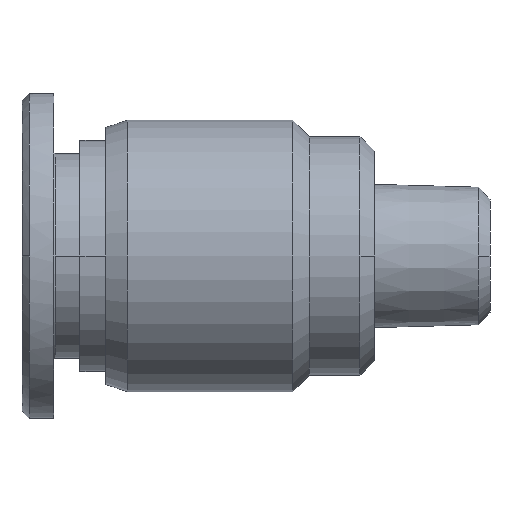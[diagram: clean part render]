
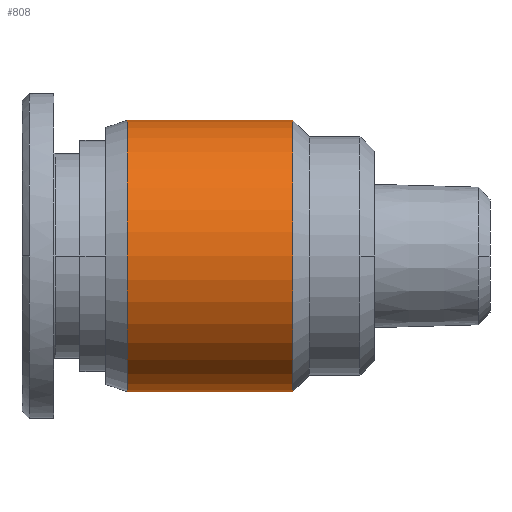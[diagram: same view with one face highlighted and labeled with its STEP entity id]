
A CAD part, front view. The second image highlights one B-rep face of the part: STEP entity #808.
In plain terms, the highlighted cylindrical face has radius 9.4 mm (diameter 18.8 mm), a partial arc.
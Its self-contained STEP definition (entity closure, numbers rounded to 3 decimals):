
#356 = LINE ( 'NONE', #9176, #1979 ) ;
#634 = DIRECTION ( 'NONE',  ( 1., 0., 0. ) ) ;
#804 = FACE_OUTER_BOUND ( 'NONE', #8053, .T. ) ;
#808 = ADVANCED_FACE ( 'NONE', ( #804 ), #6232, .T. ) ;
#932 = DIRECTION ( 'NONE',  ( 0., 0., 1. ) ) ;
#1216 = EDGE_CURVE ( 'NONE', #10649, #13147, #4742, .T. ) ;
#1979 = VECTOR ( 'NONE', #12265, 1000. ) ;
#2413 = CARTESIAN_POINT ( 'NONE',  ( -14.6, 0., -9.4 ) ) ;
#2500 = ORIENTED_EDGE ( 'NONE', *, *, #3468, .T. ) ;
#2837 = AXIS2_PLACEMENT_3D ( 'NONE', #6832, #4840, #4759 ) ;
#3468 = EDGE_CURVE ( 'NONE', #10649, #9936, #8940, .T. ) ;
#4742 = CIRCLE ( 'NONE', #2837, 9.4 ) ;
#4759 = DIRECTION ( 'NONE',  ( 0., 0., 1. ) ) ;
#4840 = DIRECTION ( 'NONE',  ( -1., 0., 0. ) ) ;
#5064 = CARTESIAN_POINT ( 'NONE',  ( -8.875, 0., -9.4 ) ) ;
#5797 = CARTESIAN_POINT ( 'NONE',  ( -8.875, 0., 0. ) ) ;
#5800 = CARTESIAN_POINT ( 'NONE',  ( -3.15, 0., 0. ) ) ;
#6037 = DIRECTION ( 'NONE',  ( 1., 0., 0. ) ) ;
#6232 = CYLINDRICAL_SURFACE ( 'NONE', #12731, 9.4 ) ;
#6654 = AXIS2_PLACEMENT_3D ( 'NONE', #5800, #10419, #932 ) ;
#6761 = ORIENTED_EDGE ( 'NONE', *, *, #9640, .F. ) ;
#6832 = CARTESIAN_POINT ( 'NONE',  ( -14.6, 0., 0. ) ) ;
#7632 = VERTEX_POINT ( 'NONE', #10507 ) ;
#7695 = ORIENTED_EDGE ( 'NONE', *, *, #1216, .F. ) ;
#7750 = EDGE_CURVE ( 'NONE', #7632, #9936, #9396, .T. ) ;
#8053 = EDGE_LOOP ( 'NONE', ( #6761, #7695, #2500, #10313 ) ) ;
#8581 = CARTESIAN_POINT ( 'NONE',  ( -3.15, 0., -9.4 ) ) ;
#8940 = LINE ( 'NONE', #5064, #9925 ) ;
#9176 = CARTESIAN_POINT ( 'NONE',  ( -8.875, 0., 9.4 ) ) ;
#9396 = CIRCLE ( 'NONE', #6654, 9.4 ) ;
#9640 = EDGE_CURVE ( 'NONE', #13147, #7632, #356, .T. ) ;
#9925 = VECTOR ( 'NONE', #6037, 1000. ) ;
#9936 = VERTEX_POINT ( 'NONE', #8581 ) ;
#10313 = ORIENTED_EDGE ( 'NONE', *, *, #7750, .F. ) ;
#10419 = DIRECTION ( 'NONE',  ( 1., 0., 0. ) ) ;
#10507 = CARTESIAN_POINT ( 'NONE',  ( -3.15, 0., 9.4 ) ) ;
#10649 = VERTEX_POINT ( 'NONE', #2413 ) ;
#11335 = CARTESIAN_POINT ( 'NONE',  ( -14.6, 0., 9.4 ) ) ;
#12265 = DIRECTION ( 'NONE',  ( 1., 0., 0. ) ) ;
#12731 = AXIS2_PLACEMENT_3D ( 'NONE', #5797, #634, #13074 ) ;
#13074 = DIRECTION ( 'NONE',  ( 0., 0., -1. ) ) ;
#13147 = VERTEX_POINT ( 'NONE', #11335 ) ;
